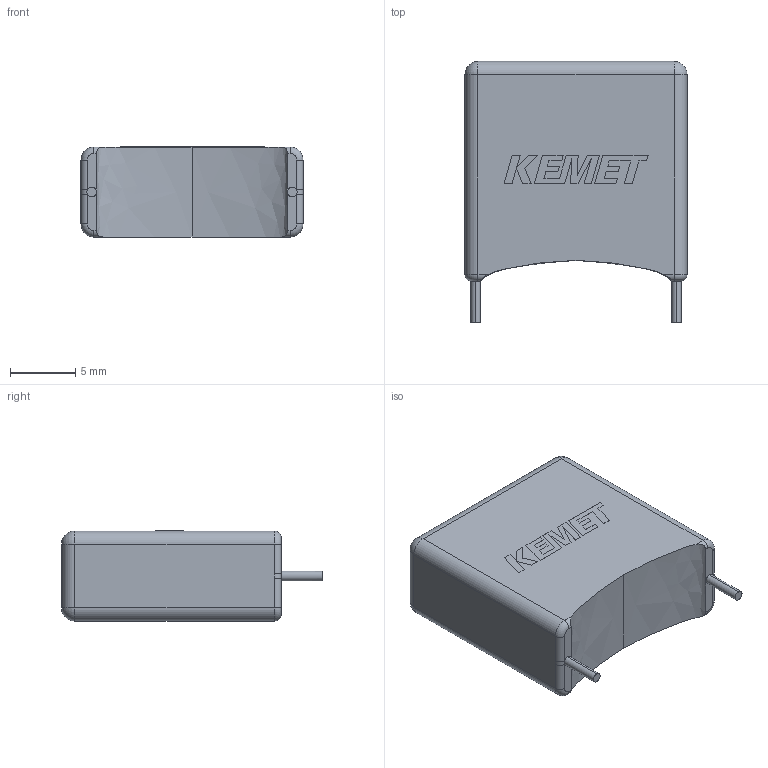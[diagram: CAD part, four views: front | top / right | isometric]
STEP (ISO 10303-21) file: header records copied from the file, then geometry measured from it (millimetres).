
FILE_DESCRIPTION (( 'STEP AP214' ), '1' );
FILE_NAME ('CCRM_RCST_HV25_L17.02H15.24T6.89S14.61LL31.75F0.737.STEP', '2024-07-10T20:48:13', ( '' ), ( '' ), 'SwSTEP 2.0', 'SolidWorks 2021', '' );
FILE_SCHEMA (( 'AUTOMOTIVE_DESIGN' ));
Length unit declared in the file: millimetre
Products named in the file (1): CCRM_RCST_HV25_L17.02H15.24T6.89S14.61LL31.75F0.737
Bounding box: 17.02 x 20 x 6.89 mm (x, y, z)
Volume: 1833.3 mm3; surface area: 997.5 mm2
Topology: 4 solids, 4 shells, 98 faces, 250 edges, 156 vertices
Faces by surface type: plane 66, cylinder 20, bspline 4, sphere 4, torus 4
Entity records: 4095 total; most frequent: CARTESIAN_POINT 609, ORIENTED_EDGE 492, DIRECTION 470, EDGE_CURVE 246, LINE 192, VECTOR 192, VERTEX_POINT 156, AXIS2_PLACEMENT_3D 139
